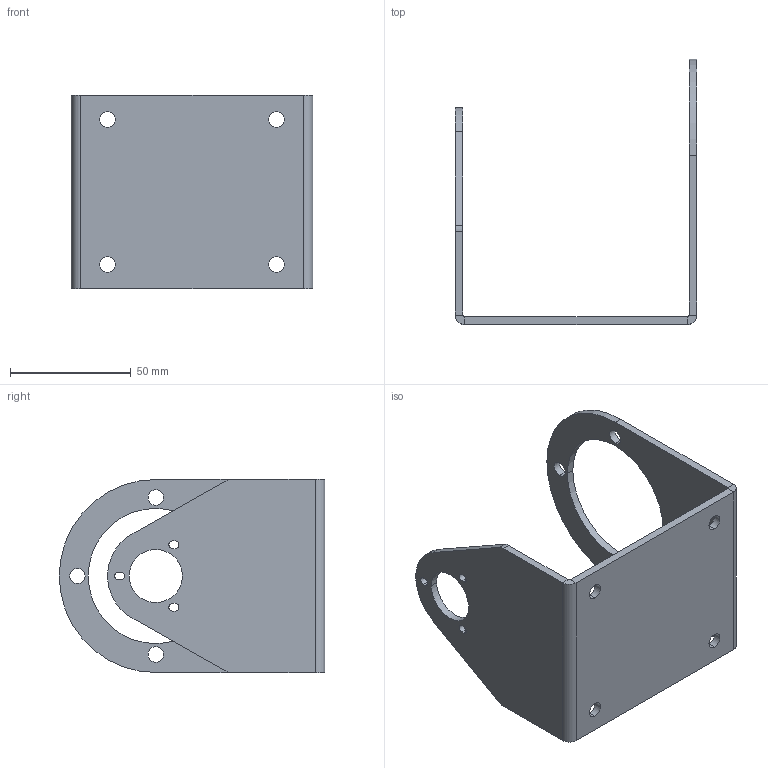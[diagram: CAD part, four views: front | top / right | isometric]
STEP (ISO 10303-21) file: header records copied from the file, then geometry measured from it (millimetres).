
FILE_DESCRIPTION (( 'STEP AP214' ), '1' );
FILE_NAME ('base_motor_mount.STEP', '2024-01-23T21:24:58', ( '' ), ( '' ), 'SwSTEP 2.0', 'SolidWorks 2022', '' );
FILE_SCHEMA (( 'AUTOMOTIVE_DESIGN' ));
Length unit declared in the file: millimetre
Products named in the file (1): base_motor_mount
Bounding box: 100 x 110 x 80 mm (x, y, z)
Volume: 57307.7 mm3; surface area: 39607 mm2
Topology: 1 solids, 1 shells, 62 faces, 164 edges, 104 vertices
Faces by surface type: cylinder 38, plane 24
Entity records: 2022 total; most frequent: DIRECTION 366, CARTESIAN_POINT 331, ORIENTED_EDGE 328, EDGE_CURVE 164, AXIS2_PLACEMENT_3D 139, VERTEX_POINT 104, EDGE_LOOP 88, LINE 88
